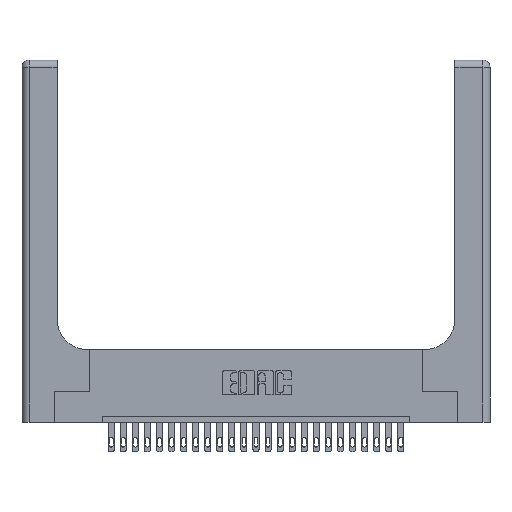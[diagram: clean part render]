
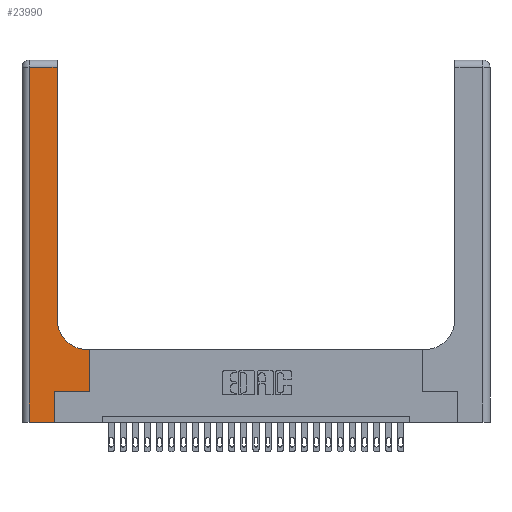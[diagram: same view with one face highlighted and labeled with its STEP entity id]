
A CAD part, top view. The second image highlights one B-rep face of the part: STEP entity #23990.
In plain terms, the highlighted planar face has unit normal (0, 0, 1).
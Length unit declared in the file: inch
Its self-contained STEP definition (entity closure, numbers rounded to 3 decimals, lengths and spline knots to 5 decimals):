
#97 = LINE ( 'NONE', #23554, #25745 ) ;
#1531 = VECTOR ( 'NONE', #13095, 39.37008 ) ;
#2083 = VERTEX_POINT ( 'NONE', #7870 ) ;
#2123 = EDGE_CURVE ( 'NONE', #11284, #13417, #18350, .T. ) ;
#2151 = CARTESIAN_POINT ( 'NONE',  ( 0.269, 0., 0.37 ) ) ;
#2280 = VECTOR ( 'NONE', #6870, 39.37008 ) ;
#3703 = CARTESIAN_POINT ( 'NONE',  ( 0.5585, 0.6, 0.37 ) ) ;
#3754 = DIRECTION ( 'NONE',  ( -1., 0., 0. ) ) ;
#4298 = LINE ( 'NONE', #20204, #15055 ) ;
#5335 = CARTESIAN_POINT ( 'NONE',  ( 0.269, 0., 0.37 ) ) ;
#5588 = EDGE_CURVE ( 'NONE', #17800, #20799, #4298, .T. ) ;
#6470 = ORIENTED_EDGE ( 'NONE', *, *, #7047, .T. ) ;
#6870 = DIRECTION ( 'NONE',  ( -1., 0., 0. ) ) ;
#7047 = EDGE_CURVE ( 'NONE', #15395, #2083, #97, .T. ) ;
#7096 = CARTESIAN_POINT ( 'NONE',  ( 0.5415, 0.6, 0.37 ) ) ;
#7465 = VERTEX_POINT ( 'NONE', #12126 ) ;
#7870 = CARTESIAN_POINT ( 'NONE',  ( 0.2915, 2.94, 0.37 ) ) ;
#7967 = AXIS2_PLACEMENT_3D ( 'NONE', #25944, #16104, #3754 ) ;
#8276 = DIRECTION ( 'NONE',  ( 0., 1., 0. ) ) ;
#8455 = CARTESIAN_POINT ( 'NONE',  ( 0.2915, 0.85, 0.37 ) ) ;
#8922 = CARTESIAN_POINT ( 'NONE',  ( 0.5585, 0.25, 0.37 ) ) ;
#9277 = CARTESIAN_POINT ( 'NONE',  ( 0.269, 0.25, 0.37 ) ) ;
#10015 = DIRECTION ( 'NONE',  ( 0., 0., -1. ) ) ;
#10136 = EDGE_CURVE ( 'NONE', #7465, #11284, #16713, .T. ) ;
#10399 = LINE ( 'NONE', #13012, #1531 ) ;
#10438 = CARTESIAN_POINT ( 'NONE',  ( 0., 2.94, 0.37 ) ) ;
#10446 = VECTOR ( 'NONE', #8276, 39.37008 ) ;
#10683 = VERTEX_POINT ( 'NONE', #13781 ) ;
#11284 = VERTEX_POINT ( 'NONE', #5335 ) ;
#11940 = PLANE ( 'NONE',  #7967 ) ;
#12090 = DIRECTION ( 'NONE',  ( 0., 1., 0. ) ) ;
#12126 = CARTESIAN_POINT ( 'NONE',  ( 0.06, 0., 0.37 ) ) ;
#12370 = ORIENTED_EDGE ( 'NONE', *, *, #22853, .T. ) ;
#12781 = CIRCLE ( 'NONE', #20928, 0.25 ) ;
#12908 = VECTOR ( 'NONE', #25012, 39.37008 ) ;
#13012 = CARTESIAN_POINT ( 'NONE',  ( 0.06, 3., 0.37 ) ) ;
#13095 = DIRECTION ( 'NONE',  ( 0., -1., 0. ) ) ;
#13321 = ORIENTED_EDGE ( 'NONE', *, *, #25236, .T. ) ;
#13417 = VERTEX_POINT ( 'NONE', #9277 ) ;
#13781 = CARTESIAN_POINT ( 'NONE',  ( 0.06, 2.94, 0.37 ) ) ;
#13943 = CARTESIAN_POINT ( 'NONE',  ( 0.5415, 0.85, 0.37 ) ) ;
#14028 = DIRECTION ( 'NONE',  ( 1., 0., 0. ) ) ;
#14530 = DIRECTION ( 'NONE',  ( -1., 0., 0. ) ) ;
#15000 = ORIENTED_EDGE ( 'NONE', *, *, #10136, .T. ) ;
#15055 = VECTOR ( 'NONE', #12090, 39.37008 ) ;
#15104 = VERTEX_POINT ( 'NONE', #7096 ) ;
#15395 = VERTEX_POINT ( 'NONE', #8455 ) ;
#15853 = CARTESIAN_POINT ( 'NONE',  ( 0., 0., 0.37 ) ) ;
#16104 = DIRECTION ( 'NONE',  ( 0., 0., -1. ) ) ;
#16713 = LINE ( 'NONE', #15853, #12908 ) ;
#17628 = DIRECTION ( 'NONE',  ( 1., 0., 0. ) ) ;
#17800 = VERTEX_POINT ( 'NONE', #8922 ) ;
#18336 = VECTOR ( 'NONE', #14530, 39.37008 ) ;
#18350 = LINE ( 'NONE', #2151, #10446 ) ;
#18375 = LINE ( 'NONE', #21969, #20300 ) ;
#18981 = LINE ( 'NONE', #10438, #18336 ) ;
#19412 = ORIENTED_EDGE ( 'NONE', *, *, #5588, .T. ) ;
#20084 = ORIENTED_EDGE ( 'NONE', *, *, #21166, .T. ) ;
#20204 = CARTESIAN_POINT ( 'NONE',  ( 0.5585, 0.25, 0.37 ) ) ;
#20253 = EDGE_LOOP ( 'NONE', ( #6470, #13321, #20403, #15000, #25328, #12370, #19412, #20084, #25173 ) ) ;
#20264 = EDGE_CURVE ( 'NONE', #15104, #15395, #12781, .T. ) ;
#20300 = VECTOR ( 'NONE', #17628, 39.37008 ) ;
#20403 = ORIENTED_EDGE ( 'NONE', *, *, #25849, .T. ) ;
#20799 = VERTEX_POINT ( 'NONE', #3703 ) ;
#20928 = AXIS2_PLACEMENT_3D ( 'NONE', #13943, #10015, #14028 ) ;
#21166 = EDGE_CURVE ( 'NONE', #20799, #15104, #25447, .T. ) ;
#21304 = CARTESIAN_POINT ( 'NONE',  ( 0.2915, 0.6, 0.37 ) ) ;
#21969 = CARTESIAN_POINT ( 'NONE',  ( 0.269, 0.25, 0.37 ) ) ;
#22185 = FACE_OUTER_BOUND ( 'NONE', #20253, .T. ) ;
#22853 = EDGE_CURVE ( 'NONE', #13417, #17800, #18375, .T. ) ;
#23554 = CARTESIAN_POINT ( 'NONE',  ( 0.2915, 3., 0.37 ) ) ;
#23731 = DIRECTION ( 'NONE',  ( 0., 1., 0. ) ) ;
#23990 = ADVANCED_FACE ( 'NONE', ( #22185 ), #11940, .F. ) ;
#25012 = DIRECTION ( 'NONE',  ( 1., 0., 0. ) ) ;
#25173 = ORIENTED_EDGE ( 'NONE', *, *, #20264, .T. ) ;
#25236 = EDGE_CURVE ( 'NONE', #2083, #10683, #18981, .T. ) ;
#25328 = ORIENTED_EDGE ( 'NONE', *, *, #2123, .T. ) ;
#25447 = LINE ( 'NONE', #21304, #2280 ) ;
#25745 = VECTOR ( 'NONE', #23731, 39.37008 ) ;
#25849 = EDGE_CURVE ( 'NONE', #10683, #7465, #10399, .T. ) ;
#25944 = CARTESIAN_POINT ( 'NONE',  ( 0., 3., 0.37 ) ) ;
